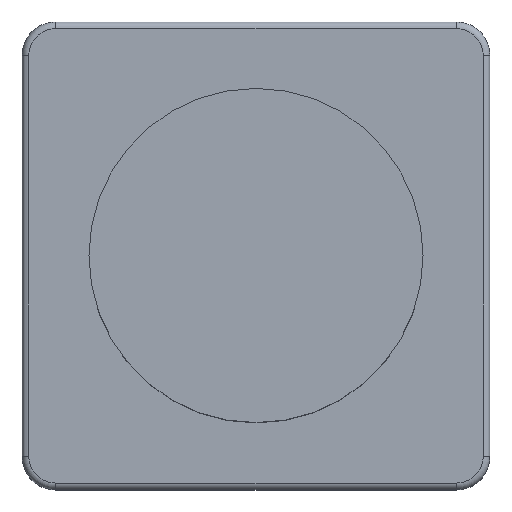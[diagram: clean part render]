
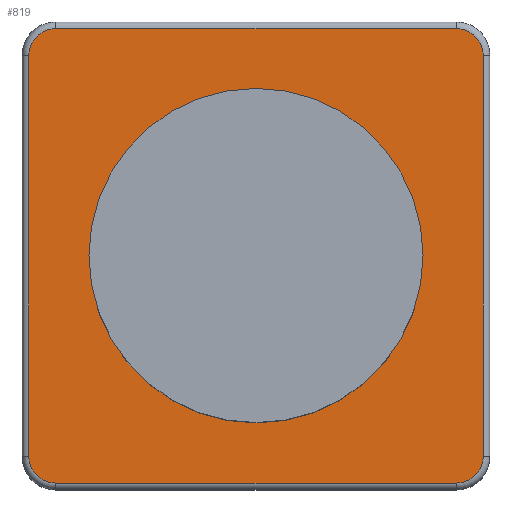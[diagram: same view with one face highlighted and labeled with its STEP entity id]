
A CAD part, top view. The second image highlights one B-rep face of the part: STEP entity #819.
In plain terms, the highlighted planar face has unit normal (0, 0, 1).
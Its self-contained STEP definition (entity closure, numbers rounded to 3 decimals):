
#15=FACE_BOUND('',#173,.T.);
#24=PLANE('',#927);
#43=CIRCLE('',#899,4.);
#49=CIRCLE('',#907,4.);
#53=CIRCLE('',#913,4.);
#57=CIRCLE('',#919,4.);
#60=CIRCLE('',#928,25.);
#119=FACE_OUTER_BOUND('',#172,.T.);
#172=EDGE_LOOP('',(#657,#658,#659,#660,#661,#662,#663,#664));
#173=EDGE_LOOP('',(#665));
#238=LINE('',#1428,#302);
#240=LINE('',#1440,#304);
#242=LINE('',#1452,#306);
#243=LINE('',#1460,#307);
#302=VECTOR('',#1078,10.);
#304=VECTOR('',#1092,10.);
#306=VECTOR('',#1106,10.);
#307=VECTOR('',#1117,10.);
#368=VERTEX_POINT('',#1416);
#369=VERTEX_POINT('',#1418);
#371=VERTEX_POINT('',#1424);
#373=VERTEX_POINT('',#1430);
#375=VERTEX_POINT('',#1436);
#377=VERTEX_POINT('',#1442);
#379=VERTEX_POINT('',#1448);
#381=VERTEX_POINT('',#1454);
#388=VERTEX_POINT('',#1481);
#456=EDGE_CURVE('',#368,#369,#43,.T.);
#461=EDGE_CURVE('',#369,#371,#238,.T.);
#464=EDGE_CURVE('',#371,#373,#49,.T.);
#467=EDGE_CURVE('',#373,#375,#240,.T.);
#470=EDGE_CURVE('',#375,#377,#53,.T.);
#473=EDGE_CURVE('',#377,#379,#242,.T.);
#476=EDGE_CURVE('',#379,#381,#57,.T.);
#477=EDGE_CURVE('',#381,#368,#243,.T.);
#488=EDGE_CURVE('',#388,#388,#60,.T.);
#657=ORIENTED_EDGE('',*,*,#456,.F.);
#658=ORIENTED_EDGE('',*,*,#477,.F.);
#659=ORIENTED_EDGE('',*,*,#476,.F.);
#660=ORIENTED_EDGE('',*,*,#473,.F.);
#661=ORIENTED_EDGE('',*,*,#470,.F.);
#662=ORIENTED_EDGE('',*,*,#467,.F.);
#663=ORIENTED_EDGE('',*,*,#464,.F.);
#664=ORIENTED_EDGE('',*,*,#461,.F.);
#665=ORIENTED_EDGE('',*,*,#488,.T.);
#819=ADVANCED_FACE('',(#119,#15),#24,.T.);
#899=AXIS2_PLACEMENT_3D('',#1419,#1067,#1068);
#907=AXIS2_PLACEMENT_3D('',#1434,#1085,#1086);
#913=AXIS2_PLACEMENT_3D('',#1446,#1099,#1100);
#919=AXIS2_PLACEMENT_3D('',#1458,#1113,#1114);
#927=AXIS2_PLACEMENT_3D('',#1480,#1138,#1139);
#928=AXIS2_PLACEMENT_3D('',#1482,#1140,#1141);
#1067=DIRECTION('center_axis',(0.,0.,-1.));
#1068=DIRECTION('ref_axis',(0.707,0.707,0.));
#1078=DIRECTION('',(0.,-1.,0.));
#1085=DIRECTION('center_axis',(0.,0.,-1.));
#1086=DIRECTION('ref_axis',(0.707,-0.707,0.));
#1092=DIRECTION('',(-1.,0.,0.));
#1099=DIRECTION('center_axis',(0.,0.,-1.));
#1100=DIRECTION('ref_axis',(-0.707,-0.707,0.));
#1106=DIRECTION('',(0.,1.,0.));
#1113=DIRECTION('center_axis',(0.,0.,-1.));
#1114=DIRECTION('ref_axis',(-0.707,0.707,0.));
#1117=DIRECTION('',(1.,0.,0.));
#1138=DIRECTION('center_axis',(0.,0.,1.));
#1139=DIRECTION('ref_axis',(1.,0.,0.));
#1140=DIRECTION('center_axis',(0.,0.,-1.));
#1141=DIRECTION('ref_axis',(1.,0.,0.));
#1416=CARTESIAN_POINT('',(30.,34.,41.));
#1418=CARTESIAN_POINT('',(34.,30.,41.));
#1419=CARTESIAN_POINT('Origin',(30.,30.,41.));
#1424=CARTESIAN_POINT('',(34.,-30.,41.));
#1428=CARTESIAN_POINT('',(34.,-17.5,41.));
#1430=CARTESIAN_POINT('',(30.,-34.,41.));
#1434=CARTESIAN_POINT('Origin',(30.,-30.,41.));
#1436=CARTESIAN_POINT('',(-30.,-34.,41.));
#1440=CARTESIAN_POINT('',(-17.5,-34.,41.));
#1442=CARTESIAN_POINT('',(-34.,-30.,41.));
#1446=CARTESIAN_POINT('Origin',(-30.,-30.,41.));
#1448=CARTESIAN_POINT('',(-34.,30.,41.));
#1452=CARTESIAN_POINT('',(-34.,17.5,41.));
#1454=CARTESIAN_POINT('',(-30.,34.,41.));
#1458=CARTESIAN_POINT('Origin',(-30.,30.,41.));
#1460=CARTESIAN_POINT('',(17.5,34.,41.));
#1480=CARTESIAN_POINT('Origin',(0.,0.,41.));
#1481=CARTESIAN_POINT('',(-25.,0.,41.));
#1482=CARTESIAN_POINT('Origin',(0.,0.,41.));
